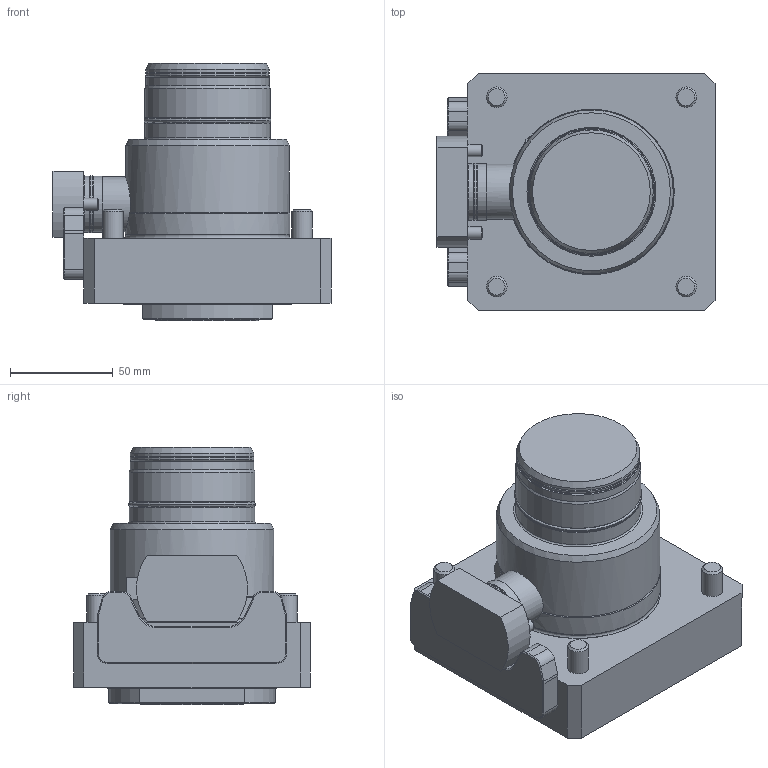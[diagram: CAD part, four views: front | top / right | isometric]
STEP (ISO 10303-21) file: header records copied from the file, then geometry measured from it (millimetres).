
FILE_DESCRIPTION(/* description */ (''),/* implementation_level */ '2;1');
FILE_NAME(/* name */ '1617097660377.stp',/* time_stamp */ '2021-03-30T11:47:46+02:00',/* author */ (''),/* organization */ ('SMS'),/* preprocessor_version */ 'ST-DEVELOPER v16.7',/* originating_system */ 'SIEMENS PLM Software NX 12.0',/* authorisation */ '');
FILE_SCHEMA (('AUTOMOTIVE_DESIGN { 1 0 10303 214 3 1 1 1 }'));
Length unit declared in the file: millimetre
Products named in the file (1): 203454840mod000_00
Bounding box: 135 x 115 x 125 mm (x, y, z)
Volume: 851077.6 mm3; surface area: 79420.8 mm2
Topology: 1 solids, 1 shells, 161 faces, 357 edges, 231 vertices
Faces by surface type: plane 80, cylinder 42, cone 23, torus 10, sphere 5, bspline 1
Full cylindrical faces by diameter (mm): 3 x1, 6 x2, 10 x4, 26.8 x1, 27.4 x2, 27.6 x1, 39.2 x1, 50 x1, 57 x1, 58 x2, 60 x3, 61 x2, 61.6 x1, 79.5 x1, 80 x1, 80.5 x1, 82 x1
Entity records: 4320 total; most frequent: CARTESIAN_POINT 919, DIRECTION 733, ORIENTED_EDGE 578, AXIS2_PLACEMENT_3D 296, EDGE_CURVE 289, EDGE_LOOP 242, VERTEX_POINT 211, ADVANCED_FACE 161
